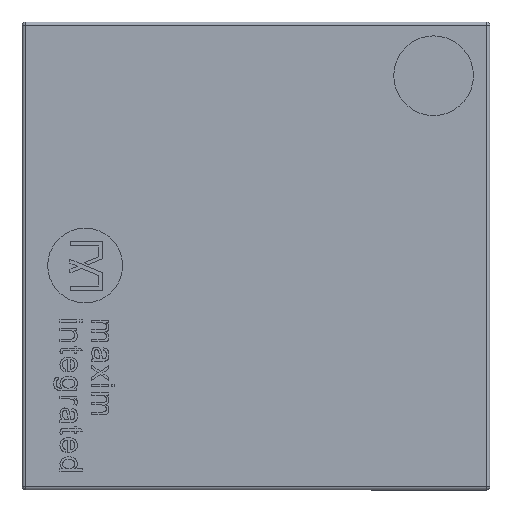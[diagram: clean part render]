
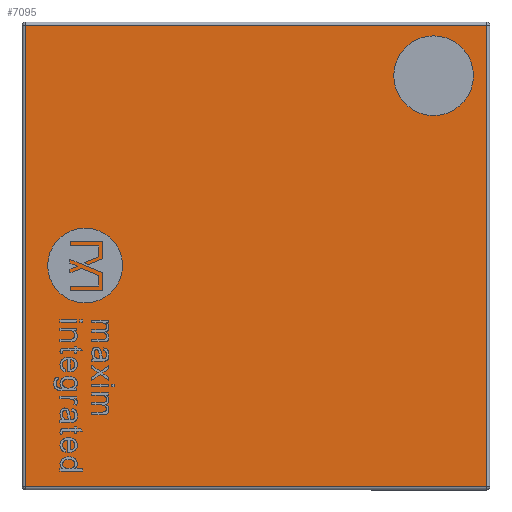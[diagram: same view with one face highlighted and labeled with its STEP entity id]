
A CAD part, top view. The second image highlights one B-rep face of the part: STEP entity #7095.
In plain terms, the highlighted planar face has unit normal (0, 0, 1).
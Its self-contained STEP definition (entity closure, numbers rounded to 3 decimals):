
#760=PLANE('',#7664);
#945=LINE('',#9065,#1580);
#949=LINE('',#9078,#1584);
#951=LINE('',#9081,#1586);
#953=LINE('',#9084,#1588);
#1580=VECTOR('',#7948,10.);
#1584=VECTOR('',#7964,10.);
#1586=VECTOR('',#7968,10.);
#1588=VECTOR('',#7972,10.);
#2242=FACE_OUTER_BOUND('',#2653,.T.);
#2653=EDGE_LOOP('',(#4981,#4982,#4983,#4984));
#3096=VERTEX_POINT('',#9023);
#3102=VERTEX_POINT('',#9046);
#3105=VERTEX_POINT('',#9056);
#3108=VERTEX_POINT('',#9069);
#3836=EDGE_CURVE('',#3096,#3105,#945,.T.);
#3843=EDGE_CURVE('',#3105,#3108,#949,.T.);
#3845=EDGE_CURVE('',#3108,#3102,#951,.T.);
#3847=EDGE_CURVE('',#3102,#3096,#953,.T.);
#4981=ORIENTED_EDGE('',*,*,#3836,.F.);
#4982=ORIENTED_EDGE('',*,*,#3847,.F.);
#4983=ORIENTED_EDGE('',*,*,#3845,.F.);
#4984=ORIENTED_EDGE('',*,*,#3843,.F.);
#7095=ADVANCED_FACE('',(#2242),#760,.T.);
#7664=AXIS2_PLACEMENT_3D('',#9094,#7988,#7989);
#7948=DIRECTION('',(-1.,0.,0.));
#7964=DIRECTION('',(0.,1.,0.));
#7968=DIRECTION('',(1.,0.,0.));
#7972=DIRECTION('',(0.,-1.,0.));
#7988=DIRECTION('center_axis',(0.,0.,1.));
#7989=DIRECTION('ref_axis',(1.,0.,0.));
#9023=CARTESIAN_POINT('',(0.724,-0.724,0.5));
#9046=CARTESIAN_POINT('',(0.724,0.724,0.5));
#9056=CARTESIAN_POINT('',(-0.724,-0.724,0.5));
#9065=CARTESIAN_POINT('',(-0.367,-0.724,0.5));
#9069=CARTESIAN_POINT('',(-0.724,0.724,0.5));
#9078=CARTESIAN_POINT('',(-0.724,0.367,0.5));
#9081=CARTESIAN_POINT('',(0.367,0.724,0.5));
#9084=CARTESIAN_POINT('',(0.724,-0.367,0.5));
#9094=CARTESIAN_POINT('Origin',(0.,0.,0.5));
